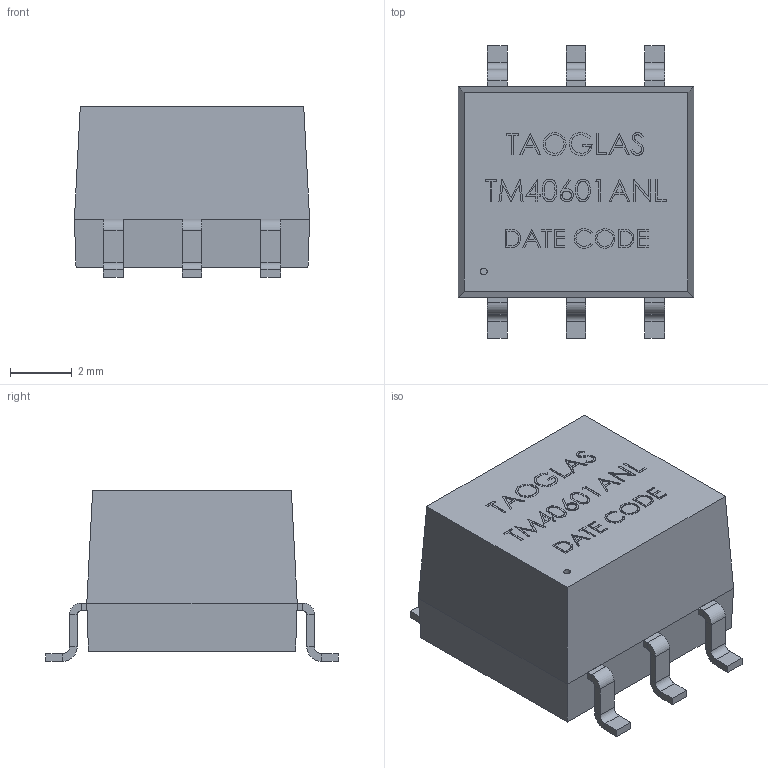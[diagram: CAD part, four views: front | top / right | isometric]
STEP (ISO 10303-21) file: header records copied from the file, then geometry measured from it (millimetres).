
FILE_DESCRIPTION (( 'STEP AP214' ), '1' );
FILE_NAME ('TM40601ANL.STEP', '2022-11-04T10:42:53', ( '' ), ( '' ), 'SwSTEP 2.0', 'SolidWorks 2022', '' );
FILE_SCHEMA (( 'AUTOMOTIVE_DESIGN' ));
Length unit declared in the file: millimetre
Products named in the file (1): TM40601ANL
Bounding box: 7.6 x 9.45 x 5.52 mm (x, y, z)
Volume: 259.7 mm3; surface area: 274.7 mm2
Topology: 7 solids, 7 shells, 441 faces, 1067 edges, 678 vertices
Faces by surface type: plane 325, bspline 90, cylinder 26
Entity records: 18838 total; most frequent: CARTESIAN_POINT 8669, ORIENTED_EDGE 2134, DIRECTION 1643, EDGE_CURVE 1067, LINE 835, VECTOR 835, VERTEX_POINT 678, EDGE_LOOP 479
